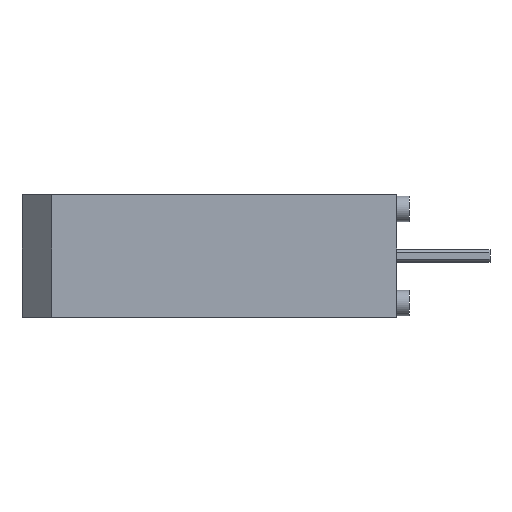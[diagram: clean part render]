
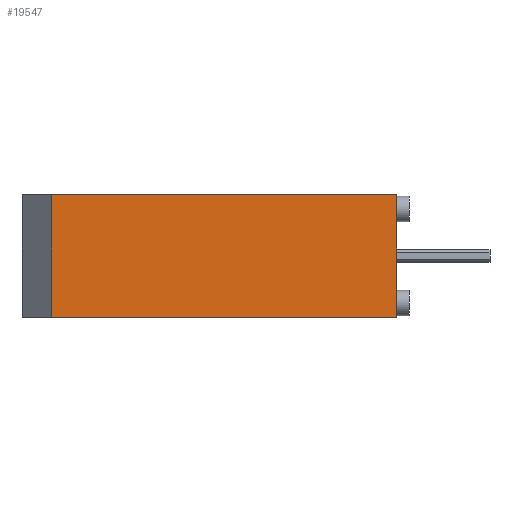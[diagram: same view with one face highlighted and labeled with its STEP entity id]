
A CAD part, left-side view. The second image highlights one B-rep face of the part: STEP entity #19547.
In plain terms, the highlighted planar face has unit normal (-1, 0, 0).
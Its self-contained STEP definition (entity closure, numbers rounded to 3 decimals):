
#437 = CARTESIAN_POINT ( 'NONE',  ( -4.065, 14.732, 2.4 ) ) ;
#797 = EDGE_CURVE ( 'NONE', #18052, #4331, #1608, .T. ) ;
#1608 = LINE ( 'NONE', #12858, #2651 ) ;
#1774 = CARTESIAN_POINT ( 'NONE',  ( -4.065, 0., -2.4 ) ) ;
#2651 = VECTOR ( 'NONE', #12646, 1000. ) ;
#2918 = EDGE_LOOP ( 'NONE', ( #16530, #15795, #11169, #11834 ) ) ;
#3911 = VECTOR ( 'NONE', #11037, 1000. ) ;
#4331 = VERTEX_POINT ( 'NONE', #13005 ) ;
#4868 = VERTEX_POINT ( 'NONE', #6947 ) ;
#5572 = LINE ( 'NONE', #7799, #12319 ) ;
#6064 = EDGE_CURVE ( 'NONE', #11846, #18052, #5572, .T. ) ;
#6947 = CARTESIAN_POINT ( 'NONE',  ( -4.065, 13.552, 2.4 ) ) ;
#7799 = CARTESIAN_POINT ( 'NONE',  ( -4.065, 14.732, -2.4 ) ) ;
#8467 = AXIS2_PLACEMENT_3D ( 'NONE', #437, #13736, #12214 ) ;
#10532 = PLANE ( 'NONE',  #8467 ) ;
#11012 = DIRECTION ( 'NONE',  ( 0., -1., 0. ) ) ;
#11037 = DIRECTION ( 'NONE',  ( 0., -1., 0. ) ) ;
#11169 = ORIENTED_EDGE ( 'NONE', *, *, #6064, .T. ) ;
#11213 = EDGE_CURVE ( 'NONE', #4868, #4331, #13291, .T. ) ;
#11834 = ORIENTED_EDGE ( 'NONE', *, *, #797, .T. ) ;
#11846 = VERTEX_POINT ( 'NONE', #17116 ) ;
#12214 = DIRECTION ( 'NONE',  ( 0., 0., -1. ) ) ;
#12319 = VECTOR ( 'NONE', #11012, 1000. ) ;
#12646 = DIRECTION ( 'NONE',  ( 0., 0., 1. ) ) ;
#12858 = CARTESIAN_POINT ( 'NONE',  ( -4.065, 0., 2.4 ) ) ;
#13005 = CARTESIAN_POINT ( 'NONE',  ( -4.065, 0., 2.4 ) ) ;
#13164 = LINE ( 'NONE', #14268, #21468 ) ;
#13291 = LINE ( 'NONE', #14446, #3911 ) ;
#13736 = DIRECTION ( 'NONE',  ( 1., 0., 0. ) ) ;
#14268 = CARTESIAN_POINT ( 'NONE',  ( -4.065, 13.552, -2.4 ) ) ;
#14446 = CARTESIAN_POINT ( 'NONE',  ( -4.065, 14.732, 2.4 ) ) ;
#15795 = ORIENTED_EDGE ( 'NONE', *, *, #18236, .F. ) ;
#16530 = ORIENTED_EDGE ( 'NONE', *, *, #11213, .F. ) ;
#17116 = CARTESIAN_POINT ( 'NONE',  ( -4.065, 13.552, -2.4 ) ) ;
#17984 = FACE_OUTER_BOUND ( 'NONE', #2918, .T. ) ;
#18052 = VERTEX_POINT ( 'NONE', #1774 ) ;
#18236 = EDGE_CURVE ( 'NONE', #11846, #4868, #13164, .T. ) ;
#19547 = ADVANCED_FACE ( 'NONE', ( #17984 ), #10532, .F. ) ;
#20872 = DIRECTION ( 'NONE',  ( 0., 0., 1. ) ) ;
#21468 = VECTOR ( 'NONE', #20872, 1000. ) ;
